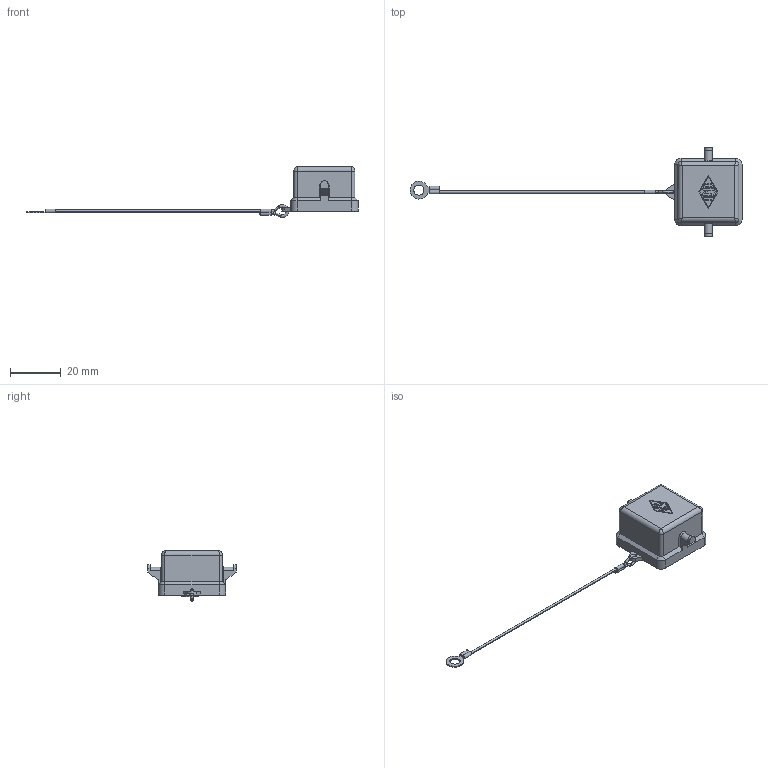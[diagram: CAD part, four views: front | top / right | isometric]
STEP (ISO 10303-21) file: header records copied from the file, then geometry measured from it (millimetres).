
FILE_DESCRIPTION(('Creo Elements/Direct Modeling STEP Export'),'2;1');
FILE_NAME('0lndrr041n4hprv2360','2016-03-14T 9:07:14',(''),(''),'PTC Creo Elements/Direct Modeling STEP processor for AP214 (Solid Model)','PTC Creo Elements/Direct Modeling 19.0B 21-Mar-2015 (C) Parametric Technology GmbH','');
FILE_SCHEMA(('AUTOMOTIVE_DESIGN { 1 0 10303 214 1 1 1 1 }'));
Length unit declared in the file: millimetre
Products named in the file (1): CKG_03_CN
Bounding box: 130.75 x 35 x 20 mm (x, y, z)
Volume: 3537.7 mm3; surface area: 4852.4 mm2
Topology: 1 solids, 1 shells, 183 faces, 484 edges, 306 vertices
Faces by surface type: plane 96, cylinder 66, bspline 9, torus 6, cone 6
Entity records: 5994 total; most frequent: CARTESIAN_POINT 1569, ORIENTED_EDGE 960, DIRECTION 872, EDGE_CURVE 480, VERTEX_POINT 306, AXIS2_PLACEMENT_3D 293, VECTOR 286, LINE 286
